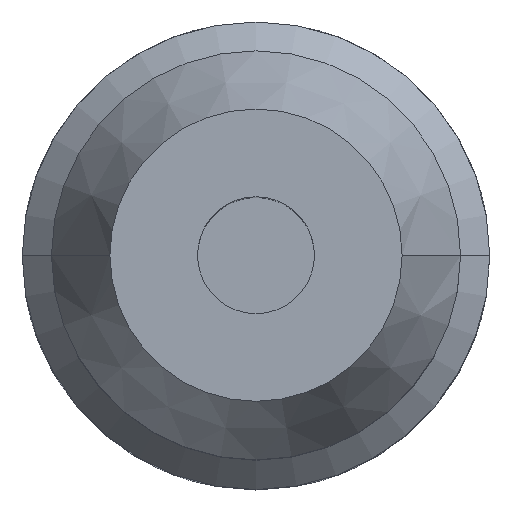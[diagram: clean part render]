
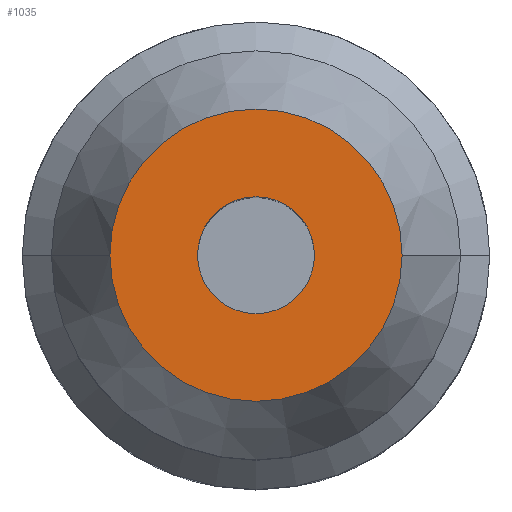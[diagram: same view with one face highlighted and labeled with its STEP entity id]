
A CAD part, top view. The second image highlights one B-rep face of the part: STEP entity #1035.
In plain terms, the highlighted planar face has unit normal (0, 0, 1).
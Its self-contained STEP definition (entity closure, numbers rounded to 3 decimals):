
#6 = CARTESIAN_POINT ( 'NONE',  ( 0., 0., 50. ) ) ;
#52 = CARTESIAN_POINT ( 'NONE',  ( 0., 0., 50. ) ) ;
#110 = ORIENTED_EDGE ( 'NONE', *, *, #2980, .T. ) ;
#155 = ORIENTED_EDGE ( 'NONE', *, *, #2951, .T. ) ;
#349 = DIRECTION ( 'NONE',  ( -1., 0., 0. ) ) ;
#390 = DIRECTION ( 'NONE',  ( -1., 0., 0. ) ) ;
#512 = VERTEX_POINT ( 'NONE', #2210 ) ;
#525 = EDGE_CURVE ( 'NONE', #3322, #2396, #3208, .T. ) ;
#617 = EDGE_LOOP ( 'NONE', ( #155, #3796 ) ) ;
#640 = EDGE_LOOP ( 'NONE', ( #2473, #110 ) ) ;
#641 = AXIS2_PLACEMENT_3D ( 'NONE', #2023, #1025, #3407 ) ;
#746 = CARTESIAN_POINT ( 'NONE',  ( -5., 0., 50. ) ) ;
#873 = CARTESIAN_POINT ( 'NONE',  ( -12.5, 0., 50. ) ) ;
#957 = PLANE ( 'NONE',  #641 ) ;
#1025 = DIRECTION ( 'NONE',  ( 0., 0., -1. ) ) ;
#1035 = ADVANCED_FACE ( 'NONE', ( #2877, #2628 ), #957, .F. ) ;
#1419 = CARTESIAN_POINT ( 'NONE',  ( 0., 0., 50. ) ) ;
#1645 = AXIS2_PLACEMENT_3D ( 'NONE', #1838, #1849, #1860 ) ;
#1767 = DIRECTION ( 'NONE',  ( 1., 0., 0. ) ) ;
#1838 = CARTESIAN_POINT ( 'NONE',  ( 0., 0., 50. ) ) ;
#1849 = DIRECTION ( 'NONE',  ( 0., 0., 1. ) ) ;
#1860 = DIRECTION ( 'NONE',  ( 1., 0., 0. ) ) ;
#2023 = CARTESIAN_POINT ( 'NONE',  ( 0., 12.5, 50. ) ) ;
#2184 = CIRCLE ( 'NONE', #3599, 5. ) ;
#2189 = EDGE_CURVE ( 'NONE', #512, #3682, #4190, .T. ) ;
#2210 = CARTESIAN_POINT ( 'NONE',  ( 5., 0., 50. ) ) ;
#2396 = VERTEX_POINT ( 'NONE', #3054 ) ;
#2409 = DIRECTION ( 'NONE',  ( 0., 0., -1. ) ) ;
#2458 = DIRECTION ( 'NONE',  ( 0., 0., -1. ) ) ;
#2473 = ORIENTED_EDGE ( 'NONE', *, *, #525, .T. ) ;
#2628 = FACE_OUTER_BOUND ( 'NONE', #640, .T. ) ;
#2826 = AXIS2_PLACEMENT_3D ( 'NONE', #52, #2458, #390 ) ;
#2877 = FACE_BOUND ( 'NONE', #617, .T. ) ;
#2951 = EDGE_CURVE ( 'NONE', #3682, #512, #2184, .T. ) ;
#2980 = EDGE_CURVE ( 'NONE', #2396, #3322, #3147, .T. ) ;
#3054 = CARTESIAN_POINT ( 'NONE',  ( 12.5, 0., 50. ) ) ;
#3147 = CIRCLE ( 'NONE', #3337, 12.5 ) ;
#3208 = CIRCLE ( 'NONE', #1645, 12.5 ) ;
#3322 = VERTEX_POINT ( 'NONE', #873 ) ;
#3337 = AXIS2_PLACEMENT_3D ( 'NONE', #1419, #3877, #1767 ) ;
#3407 = DIRECTION ( 'NONE',  ( -1., 0., 0. ) ) ;
#3599 = AXIS2_PLACEMENT_3D ( 'NONE', #6, #2409, #349 ) ;
#3682 = VERTEX_POINT ( 'NONE', #746 ) ;
#3796 = ORIENTED_EDGE ( 'NONE', *, *, #2189, .T. ) ;
#3877 = DIRECTION ( 'NONE',  ( 0., 0., 1. ) ) ;
#4190 = CIRCLE ( 'NONE', #2826, 5. ) ;
